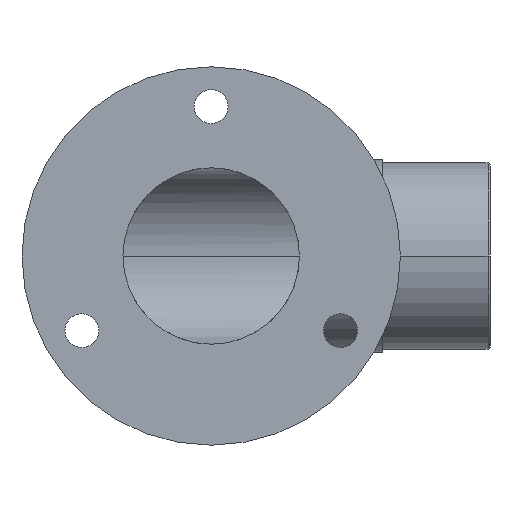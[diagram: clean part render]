
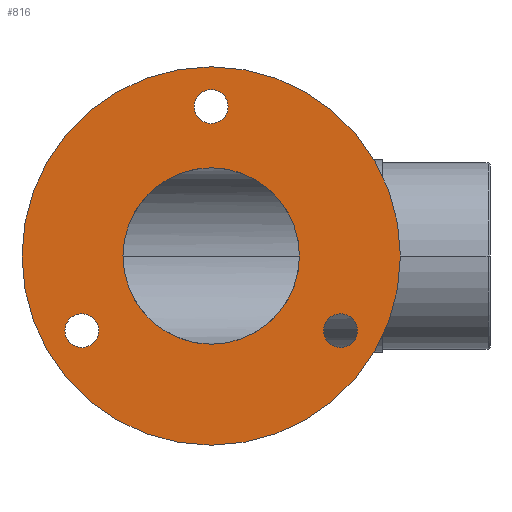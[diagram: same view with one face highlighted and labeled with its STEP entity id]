
A CAD part, front view. The second image highlights one B-rep face of the part: STEP entity #816.
In plain terms, the highlighted planar face has unit normal (0, -1, 0).
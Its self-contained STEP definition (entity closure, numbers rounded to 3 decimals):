
#2 = CIRCLE ( 'NONE', #1169, 4.25 ) ;
#34 = CARTESIAN_POINT ( 'NONE',  ( 32.476, 0., -18.75 ) ) ;
#48 = DIRECTION ( 'NONE',  ( 0., 0., 1. ) ) ;
#75 = CIRCLE ( 'NONE', #1198, 4.25 ) ;
#79 = AXIS2_PLACEMENT_3D ( 'NONE', #1073, #852, #527 ) ;
#84 = VERTEX_POINT ( 'NONE', #1161 ) ;
#87 = EDGE_CURVE ( 'NONE', #1375, #247, #75, .T. ) ;
#92 = CARTESIAN_POINT ( 'NONE',  ( 0., 0., 37.5 ) ) ;
#94 = CARTESIAN_POINT ( 'NONE',  ( 0., 0., -47.5 ) ) ;
#144 = EDGE_CURVE ( 'NONE', #151, #979, #1249, .T. ) ;
#151 = VERTEX_POINT ( 'NONE', #94 ) ;
#163 = VERTEX_POINT ( 'NONE', #1342 ) ;
#164 = FACE_BOUND ( 'NONE', #1012, .T. ) ;
#176 = CARTESIAN_POINT ( 'NONE',  ( 0., 0., 0. ) ) ;
#186 = CARTESIAN_POINT ( 'NONE',  ( 0., 0., 33.25 ) ) ;
#194 = CIRCLE ( 'NONE', #79, 47.5 ) ;
#197 = CARTESIAN_POINT ( 'NONE',  ( -28.795, 0., -16.625 ) ) ;
#205 = CARTESIAN_POINT ( 'NONE',  ( 0., 0., 47.5 ) ) ;
#213 = DIRECTION ( 'NONE',  ( -0.866, 0., 0.5 ) ) ;
#243 = AXIS2_PLACEMENT_3D ( 'NONE', #388, #1042, #1265 ) ;
#247 = VERTEX_POINT ( 'NONE', #197 ) ;
#256 = VERTEX_POINT ( 'NONE', #632 ) ;
#260 = EDGE_CURVE ( 'NONE', #634, #84, #385, .T. ) ;
#323 = EDGE_LOOP ( 'NONE', ( #929, #1010 ) ) ;
#357 = AXIS2_PLACEMENT_3D ( 'NONE', #92, #522, #855 ) ;
#385 = CIRCLE ( 'NONE', #697, 4.25 ) ;
#388 = CARTESIAN_POINT ( 'NONE',  ( 0., 0., 0. ) ) ;
#398 = CARTESIAN_POINT ( 'NONE',  ( -32.476, 0., -18.75 ) ) ;
#399 = AXIS2_PLACEMENT_3D ( 'NONE', #890, #1121, #48 ) ;
#400 = EDGE_CURVE ( 'NONE', #84, #634, #451, .T. ) ;
#418 = ORIENTED_EDGE ( 'NONE', *, *, #144, .T. ) ;
#425 = ORIENTED_EDGE ( 'NONE', *, *, #1013, .F. ) ;
#451 = CIRCLE ( 'NONE', #357, 4.25 ) ;
#468 = EDGE_CURVE ( 'NONE', #247, #1375, #684, .T. ) ;
#522 = DIRECTION ( 'NONE',  ( 0., -1., 0. ) ) ;
#527 = DIRECTION ( 'NONE',  ( 0., 0., -1. ) ) ;
#589 = FACE_BOUND ( 'NONE', #1297, .T. ) ;
#604 = CIRCLE ( 'NONE', #243, 22.15 ) ;
#631 = CARTESIAN_POINT ( 'NONE',  ( 32.476, 0., -18.75 ) ) ;
#632 = CARTESIAN_POINT ( 'NONE',  ( 36.157, 0., -20.875 ) ) ;
#634 = VERTEX_POINT ( 'NONE', #186 ) ;
#664 = VERTEX_POINT ( 'NONE', #1403 ) ;
#684 = CIRCLE ( 'NONE', #906, 4.25 ) ;
#689 = FACE_OUTER_BOUND ( 'NONE', #782, .T. ) ;
#696 = EDGE_CURVE ( 'NONE', #163, #256, #1188, .T. ) ;
#697 = AXIS2_PLACEMENT_3D ( 'NONE', #842, #1295, #837 ) ;
#707 = EDGE_LOOP ( 'NONE', ( #815, #1022 ) ) ;
#720 = CARTESIAN_POINT ( 'NONE',  ( -36.157, 0., -20.875 ) ) ;
#723 = DIRECTION ( 'NONE',  ( 0., -1., 0. ) ) ;
#782 = EDGE_LOOP ( 'NONE', ( #418, #937 ) ) ;
#810 = DIRECTION ( 'NONE',  ( -0.866, 0., 0.5 ) ) ;
#815 = ORIENTED_EDGE ( 'NONE', *, *, #260, .F. ) ;
#816 = ADVANCED_FACE ( 'NONE', ( #1225, #589, #905, #164, #689 ), #1021, .F. ) ;
#819 = ORIENTED_EDGE ( 'NONE', *, *, #696, .F. ) ;
#835 = DIRECTION ( 'NONE',  ( 0., -1., 0. ) ) ;
#836 = EDGE_CURVE ( 'NONE', #256, #163, #2, .T. ) ;
#837 = DIRECTION ( 'NONE',  ( 0., 0., -1. ) ) ;
#842 = CARTESIAN_POINT ( 'NONE',  ( 0., 0., 37.5 ) ) ;
#847 = DIRECTION ( 'NONE',  ( 0.866, 0., 0.5 ) ) ;
#852 = DIRECTION ( 'NONE',  ( 0., -1., 0. ) ) ;
#855 = DIRECTION ( 'NONE',  ( 0., 0., -1. ) ) ;
#887 = CARTESIAN_POINT ( 'NONE',  ( 0., 0., 22.15 ) ) ;
#890 = CARTESIAN_POINT ( 'NONE',  ( -22.15, 0., 0. ) ) ;
#900 = ORIENTED_EDGE ( 'NONE', *, *, #836, .F. ) ;
#905 = FACE_BOUND ( 'NONE', #707, .T. ) ;
#906 = AXIS2_PLACEMENT_3D ( 'NONE', #1046, #920, #1397 ) ;
#920 = DIRECTION ( 'NONE',  ( 0., -1., 0. ) ) ;
#929 = ORIENTED_EDGE ( 'NONE', *, *, #468, .F. ) ;
#937 = ORIENTED_EDGE ( 'NONE', *, *, #1027, .T. ) ;
#979 = VERTEX_POINT ( 'NONE', #205 ) ;
#982 = EDGE_CURVE ( 'NONE', #664, #1133, #1303, .T. ) ;
#1010 = ORIENTED_EDGE ( 'NONE', *, *, #87, .F. ) ;
#1012 = EDGE_LOOP ( 'NONE', ( #1276, #425 ) ) ;
#1013 = EDGE_CURVE ( 'NONE', #1133, #664, #604, .T. ) ;
#1021 = PLANE ( 'NONE',  #399 ) ;
#1022 = ORIENTED_EDGE ( 'NONE', *, *, #400, .F. ) ;
#1027 = EDGE_CURVE ( 'NONE', #979, #151, #194, .T. ) ;
#1040 = DIRECTION ( 'NONE',  ( 0., -1., 0. ) ) ;
#1042 = DIRECTION ( 'NONE',  ( 0., -1., 0. ) ) ;
#1046 = CARTESIAN_POINT ( 'NONE',  ( -32.476, 0., -18.75 ) ) ;
#1072 = DIRECTION ( 'NONE',  ( 0., -1., 0. ) ) ;
#1073 = CARTESIAN_POINT ( 'NONE',  ( 0., 0., 0. ) ) ;
#1080 = DIRECTION ( 'NONE',  ( 0., 0., -1. ) ) ;
#1121 = DIRECTION ( 'NONE',  ( 0., 1., 0. ) ) ;
#1133 = VERTEX_POINT ( 'NONE', #887 ) ;
#1161 = CARTESIAN_POINT ( 'NONE',  ( 0., 0., 41.75 ) ) ;
#1169 = AXIS2_PLACEMENT_3D ( 'NONE', #34, #1235, #810 ) ;
#1178 = AXIS2_PLACEMENT_3D ( 'NONE', #1423, #723, #1080 ) ;
#1188 = CIRCLE ( 'NONE', #1287, 4.25 ) ;
#1198 = AXIS2_PLACEMENT_3D ( 'NONE', #398, #835, #847 ) ;
#1207 = DIRECTION ( 'NONE',  ( 0., 0., -1. ) ) ;
#1225 = FACE_BOUND ( 'NONE', #323, .T. ) ;
#1235 = DIRECTION ( 'NONE',  ( 0., -1., 0. ) ) ;
#1249 = CIRCLE ( 'NONE', #1394, 47.5 ) ;
#1265 = DIRECTION ( 'NONE',  ( 0., 0., -1. ) ) ;
#1276 = ORIENTED_EDGE ( 'NONE', *, *, #982, .F. ) ;
#1287 = AXIS2_PLACEMENT_3D ( 'NONE', #631, #1072, #213 ) ;
#1295 = DIRECTION ( 'NONE',  ( 0., -1., 0. ) ) ;
#1297 = EDGE_LOOP ( 'NONE', ( #819, #900 ) ) ;
#1303 = CIRCLE ( 'NONE', #1178, 22.15 ) ;
#1342 = CARTESIAN_POINT ( 'NONE',  ( 28.795, 0., -16.625 ) ) ;
#1375 = VERTEX_POINT ( 'NONE', #720 ) ;
#1394 = AXIS2_PLACEMENT_3D ( 'NONE', #176, #1040, #1207 ) ;
#1397 = DIRECTION ( 'NONE',  ( 0.866, 0., 0.5 ) ) ;
#1403 = CARTESIAN_POINT ( 'NONE',  ( 0., 0., -22.15 ) ) ;
#1423 = CARTESIAN_POINT ( 'NONE',  ( 0., 0., 0. ) ) ;
